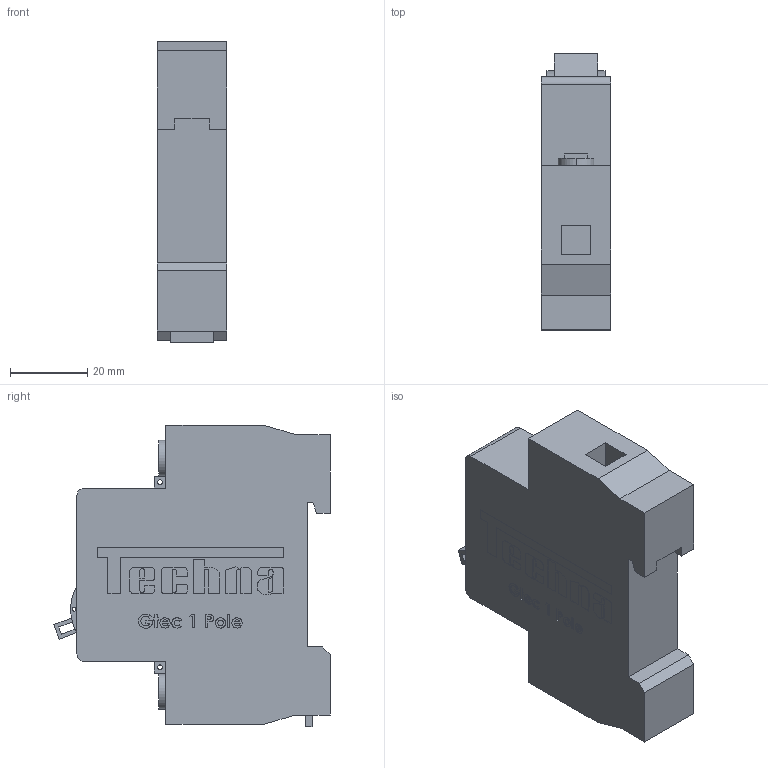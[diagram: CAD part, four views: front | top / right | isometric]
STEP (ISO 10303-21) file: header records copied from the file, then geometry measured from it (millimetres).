
FILE_DESCRIPTION (( 'STEP AP214' ), '1' );
FILE_NAME ('Gtec 1 Pole-W.STEP', '2020-05-26T08:41:50', ( '' ), ( '' ), 'SwSTEP 2.0', 'SolidWorks 2020', '' );
FILE_SCHEMA (( 'AUTOMOTIVE_DESIGN' ));
Length unit declared in the file: millimetre
Products named in the file (1): Gtec 1 Pole-W
Bounding box: 18 x 71.5 x 77.88 mm (x, y, z)
Volume: 71171 mm3; surface area: 15175.5 mm2
Topology: 1 solids, 1 shells, 785 faces, 2147 edges, 1428 vertices
Faces by surface type: plane 447, cylinder 208, bspline 130
Entity records: 34637 total; most frequent: CARTESIAN_POINT 12491, ORIENTED_EDGE 4294, DIRECTION 3621, EDGE_CURVE 2147, LINE 1465, VECTOR 1465, VERTEX_POINT 1428, AXIS2_PLACEMENT_3D 1078
